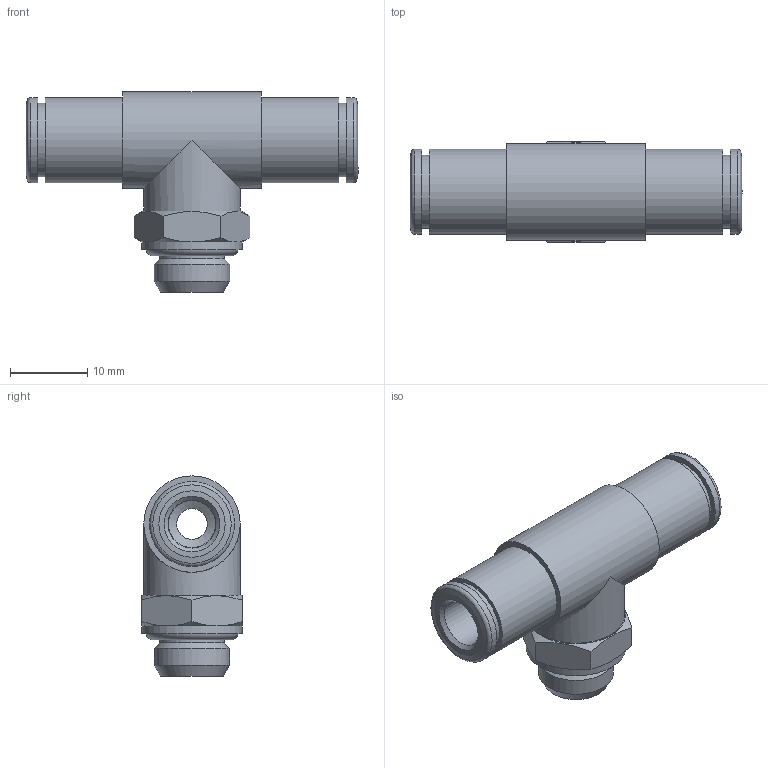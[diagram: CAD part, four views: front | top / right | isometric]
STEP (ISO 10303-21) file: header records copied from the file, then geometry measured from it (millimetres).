
FILE_DESCRIPTION(( 'RV.20.06.18.STP' ), '1');
FILE_NAME( 'RV.20.06.18.STP', '2021-03-01T17:23:31',( 'Sopra'),('sopra-pneumatic.com'), 'SwSTEP 2.0','SolidWorks 2009','' );
FILE_SCHEMA (('AUTOMOTIVE_DESIGN { 1 0 10303 214 1 1 1 1 }'));
Length unit declared in the file: millimetre
Products named in the file (6): Root; OR 7.2X1.9; DR6-1_NEU; 214602-N2_GEW.-_1-8_1-8; R202003-N2
Assembly tree (5 placements, depth 2):
  Root
    OR 7.2X1.9
    DR6-1_NEU
    DR6-1_NEU
    214602-N2_GEW.-_1-8_1-8
    R202003-N2
Bounding box: 43 x 13 x 25.95 mm (x, y, z)
Volume: 4104.1 mm3; surface area: 5202.8 mm2
Topology: 5 solids, 5 shells, 91 faces, 192 edges, 119 vertices
Faces by surface type: cone 31, cylinder 29, plane 26, torus 5
Full cylindrical faces by diameter (mm): 4 x2, 5.5 x1, 6 x1, 6.1 x2, 6.2 x2, 8.3 x3, 9 x4, 9.5 x2, 9.6 x2, 9.728 x1, 10.1 x2, 11 x4, 12.5 x2, 13 x1
Entity records: 4607 total; most frequent: CARTESIAN_POINT 1674, DIRECTION 410, PRESENTATION_STYLE_ASSIGNMENT 231, COLOUR_RGB 228, DRAUGHTING_PRE_DEFINED_CURVE_FONT 226, CURVE_STYLE 226, OVER_RIDING_STYLED_ITEM 226, ORIENTED_EDGE 226
